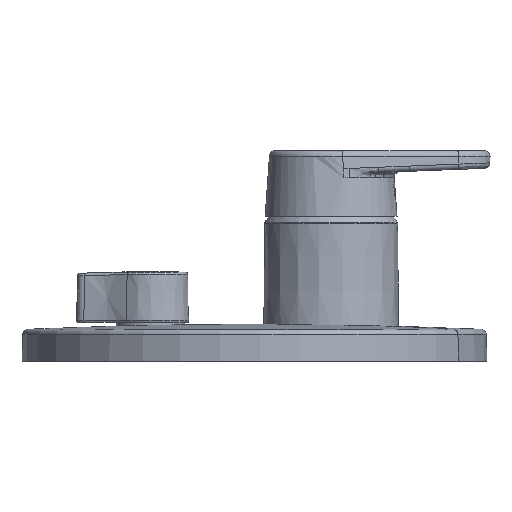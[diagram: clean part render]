
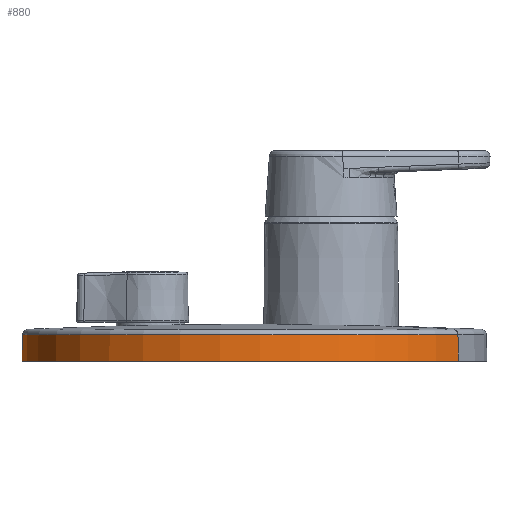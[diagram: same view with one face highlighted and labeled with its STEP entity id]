
A CAD part, left-side view. The second image highlights one B-rep face of the part: STEP entity #880.
In plain terms, the highlighted conical face has half-angle 1.5 degrees and reference radius 84.697 mm.
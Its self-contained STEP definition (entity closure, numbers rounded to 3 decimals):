
#61 = CIRCLE ( 'NONE', #4587, 84.745 ) ;
#112 = VECTOR ( 'NONE', #3881, 1000. ) ;
#143 = CONICAL_SURFACE ( 'NONE', #2193, 84.696, 0.026 ) ;
#408 = ORIENTED_EDGE ( 'NONE', *, *, #4559, .T. ) ;
#513 = DIRECTION ( 'NONE',  ( 0., 0., -1. ) ) ;
#607 = VERTEX_POINT ( 'NONE', #3924 ) ;
#880 = ADVANCED_FACE ( 'NONE', ( #4856 ), #143, .T. ) ;
#881 = CARTESIAN_POINT ( 'NONE',  ( -40.629, -46.371, 10.24 ) ) ;
#1041 = DIRECTION ( 'NONE',  ( -1., 0., 0. ) ) ;
#1123 = VERTEX_POINT ( 'NONE', #1260 ) ;
#1251 = CARTESIAN_POINT ( 'NONE',  ( 0., 28., 0.513 ) ) ;
#1260 = CARTESIAN_POINT ( 'NONE',  ( -40.751, -46.595, 0.513 ) ) ;
#1558 = EDGE_CURVE ( 'NONE', #5013, #1123, #4425, .T. ) ;
#1640 = DIRECTION ( 'NONE',  ( 0., 0., -1. ) ) ;
#1733 = LINE ( 'NONE', #1798, #6086 ) ;
#1798 = CARTESIAN_POINT ( 'NONE',  ( 40.606, 102.328, 12.103 ) ) ;
#2193 = AXIS2_PLACEMENT_3D ( 'NONE', #4003, #1640, #5630 ) ;
#2909 = AXIS2_PLACEMENT_3D ( 'NONE', #1251, #513, #4371 ) ;
#3210 = DIRECTION ( 'NONE',  ( 0., 0., -1. ) ) ;
#3377 = ORIENTED_EDGE ( 'NONE', *, *, #5141, .F. ) ;
#3676 = CIRCLE ( 'NONE', #2909, 85. ) ;
#3791 = CARTESIAN_POINT ( 'NONE',  ( 40.751, 102.595, 0.513 ) ) ;
#3881 = DIRECTION ( 'NONE',  ( -0.013, -0.023, -1. ) ) ;
#3924 = CARTESIAN_POINT ( 'NONE',  ( 40.629, 102.371, 10.24 ) ) ;
#4003 = CARTESIAN_POINT ( 'NONE',  ( 0., 28., 12.103 ) ) ;
#4371 = DIRECTION ( 'NONE',  ( 0., -1., 0. ) ) ;
#4425 = LINE ( 'NONE', #4887, #112 ) ;
#4559 = EDGE_CURVE ( 'NONE', #5013, #607, #61, .T. ) ;
#4587 = AXIS2_PLACEMENT_3D ( 'NONE', #5829, #3210, #1041 ) ;
#4592 = ORIENTED_EDGE ( 'NONE', *, *, #1558, .F. ) ;
#4622 = ORIENTED_EDGE ( 'NONE', *, *, #4688, .T. ) ;
#4688 = EDGE_CURVE ( 'NONE', #607, #6333, #1733, .T. ) ;
#4856 = FACE_OUTER_BOUND ( 'NONE', #5934, .T. ) ;
#4887 = CARTESIAN_POINT ( 'NONE',  ( -40.606, -46.328, 12.103 ) ) ;
#5013 = VERTEX_POINT ( 'NONE', #881 ) ;
#5141 = EDGE_CURVE ( 'NONE', #1123, #6333, #3676, .T. ) ;
#5630 = DIRECTION ( 'NONE',  ( -0.479, -0.878, 0. ) ) ;
#5794 = DIRECTION ( 'NONE',  ( 0.013, 0.023, -1. ) ) ;
#5829 = CARTESIAN_POINT ( 'NONE',  ( 0., 28., 10.24 ) ) ;
#5934 = EDGE_LOOP ( 'NONE', ( #408, #4622, #3377, #4592 ) ) ;
#6086 = VECTOR ( 'NONE', #5794, 1000. ) ;
#6333 = VERTEX_POINT ( 'NONE', #3791 ) ;
